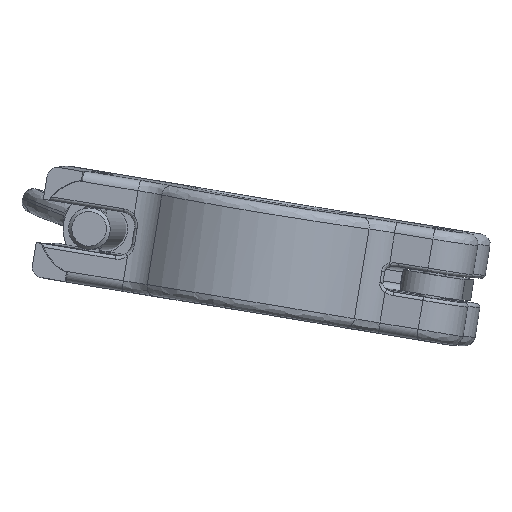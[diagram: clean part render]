
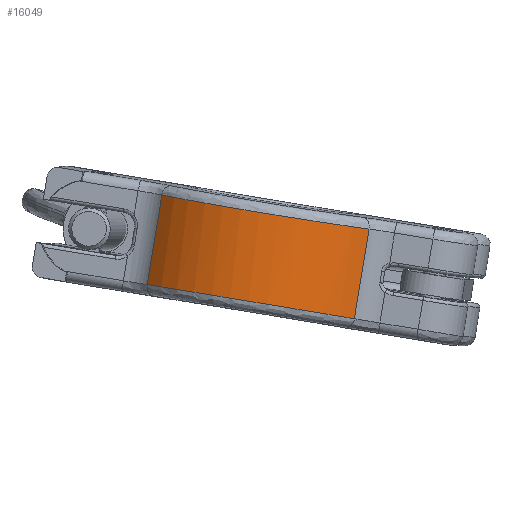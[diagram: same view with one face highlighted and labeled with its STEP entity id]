
A CAD part, left-side view. The second image highlights one B-rep face of the part: STEP entity #16049.
In plain terms, the highlighted cylindrical face has radius 21 mm (diameter 42 mm), a partial arc.
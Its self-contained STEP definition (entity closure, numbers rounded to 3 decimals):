
#347 = CARTESIAN_POINT ( 'NONE',  ( 5.368, 20.349, -6.438 ) ) ;
#731 = CARTESIAN_POINT ( 'NONE',  ( -12.987, 16.567, -6.499 ) ) ;
#846 = EDGE_CURVE ( 'NONE', #10608, #15568, #2641, .T. ) ;
#1033 = CARTESIAN_POINT ( 'NONE',  ( -6.707, 19.95, 6.444 ) ) ;
#1206 = AXIS2_PLACEMENT_3D ( 'NONE', #9059, #14032, #11739 ) ;
#1257 = VECTOR ( 'NONE', #12059, 1000. ) ;
#1569 = CARTESIAN_POINT ( 'NONE',  ( 15.154, 14.538, -6.532 ) ) ;
#2326 = EDGE_CURVE ( 'NONE', #12564, #10608, #15839, .T. ) ;
#2641 = B_SPLINE_CURVE_WITH_KNOTS ( 'NONE', 3,
 ( #5058, #14011, #11884, #4303, #5619, #1033, #6383, #5128, #7251, #4721, #5561, #4355, #8292, #13858, #6592, #8927, #14241, #7861 ),
 .UNSPECIFIED., .F., .F.,
 ( 4, 2, 2, 2, 2, 2, 2, 2, 4 ),
 ( 0., 0.125, 0.25, 0.375, 0.5, 0.625, 0.75, 0.875, 1. ),
 .UNSPECIFIED. ) ;
#2856 = CARTESIAN_POINT ( 'NONE',  ( -10.584, 18.196, -6.473 ) ) ;
#2906 = CARTESIAN_POINT ( 'NONE',  ( -14.12, 15.615, -6.514 ) ) ;
#2961 = CARTESIAN_POINT ( 'NONE',  ( 15.154, 14.538, 0. ) ) ;
#3304 = CARTESIAN_POINT ( 'NONE',  ( 14.12, 15.615, -6.514 ) ) ;
#4217 = CARTESIAN_POINT ( 'NONE',  ( -9.315, 18.874, -6.462 ) ) ;
#4303 = CARTESIAN_POINT ( 'NONE',  ( -10.584, 18.196, 6.473 ) ) ;
#4355 = CARTESIAN_POINT ( 'NONE',  ( 5.368, 20.349, 6.438 ) ) ;
#4563 = CARTESIAN_POINT ( 'NONE',  ( -15.154, 14.538, -6.532 ) ) ;
#4721 = CARTESIAN_POINT ( 'NONE',  ( 1.329, 21., 6.427 ) ) ;
#5058 = CARTESIAN_POINT ( 'NONE',  ( -15.154, 14.538, 6.532 ) ) ;
#5128 = CARTESIAN_POINT ( 'NONE',  ( -2.679, 20.873, 6.429 ) ) ;
#5471 = CYLINDRICAL_SURFACE ( 'NONE', #1206, 21. ) ;
#5519 = CARTESIAN_POINT ( 'NONE',  ( 9.315, 18.874, -6.462 ) ) ;
#5561 = CARTESIAN_POINT ( 'NONE',  ( 2.679, 20.873, 6.429 ) ) ;
#5619 = CARTESIAN_POINT ( 'NONE',  ( -9.315, 18.874, 6.462 ) ) ;
#5951 = CARTESIAN_POINT ( 'NONE',  ( 15.154, 14.538, -6.532 ) ) ;
#6383 = CARTESIAN_POINT ( 'NONE',  ( -5.368, 20.349, 6.438 ) ) ;
#6418 = EDGE_LOOP ( 'NONE', ( #13614, #15071, #14820, #7330 ) ) ;
#6592 = CARTESIAN_POINT ( 'NONE',  ( 10.584, 18.196, 6.473 ) ) ;
#6685 = DIRECTION ( 'NONE',  ( 0., 0., 1. ) ) ;
#6709 = CARTESIAN_POINT ( 'NONE',  ( 2.679, 20.873, -6.429 ) ) ;
#6811 = CARTESIAN_POINT ( 'NONE',  ( -5.368, 20.349, -6.438 ) ) ;
#7251 = CARTESIAN_POINT ( 'NONE',  ( -1.329, 21., 6.427 ) ) ;
#7330 = ORIENTED_EDGE ( 'NONE', *, *, #2326, .T. ) ;
#7847 = CARTESIAN_POINT ( 'NONE',  ( 15.154, 14.538, 6.532 ) ) ;
#7861 = CARTESIAN_POINT ( 'NONE',  ( 15.154, 14.538, 6.532 ) ) ;
#8092 = CARTESIAN_POINT ( 'NONE',  ( -1.329, 21., -6.427 ) ) ;
#8176 = EDGE_CURVE ( 'NONE', #15568, #15618, #15884, .T. ) ;
#8292 = CARTESIAN_POINT ( 'NONE',  ( 6.707, 19.95, 6.444 ) ) ;
#8927 = CARTESIAN_POINT ( 'NONE',  ( 12.987, 16.567, 6.499 ) ) ;
#9059 = CARTESIAN_POINT ( 'NONE',  ( 0., 0., 0. ) ) ;
#9319 = CARTESIAN_POINT ( 'NONE',  ( 1.329, 21., -6.427 ) ) ;
#9444 = EDGE_CURVE ( 'NONE', #15618, #12564, #16597, .T. ) ;
#9721 = CARTESIAN_POINT ( 'NONE',  ( 12.987, 16.567, -6.499 ) ) ;
#10518 = FACE_OUTER_BOUND ( 'NONE', #6418, .T. ) ;
#10608 = VERTEX_POINT ( 'NONE', #15557 ) ;
#10635 = CARTESIAN_POINT ( 'NONE',  ( -6.707, 19.95, -6.444 ) ) ;
#11707 = CARTESIAN_POINT ( 'NONE',  ( -15.154, 14.538, 0. ) ) ;
#11739 = DIRECTION ( 'NONE',  ( 1., 0., 0. ) ) ;
#11843 = CARTESIAN_POINT ( 'NONE',  ( 10.584, 18.196, -6.473 ) ) ;
#11884 = CARTESIAN_POINT ( 'NONE',  ( -12.987, 16.567, 6.499 ) ) ;
#11901 = CARTESIAN_POINT ( 'NONE',  ( -15.154, 14.538, -6.532 ) ) ;
#12059 = DIRECTION ( 'NONE',  ( 0., 0., -1. ) ) ;
#12564 = VERTEX_POINT ( 'NONE', #4563 ) ;
#13614 = ORIENTED_EDGE ( 'NONE', *, *, #846, .T. ) ;
#13858 = CARTESIAN_POINT ( 'NONE',  ( 9.315, 18.874, 6.462 ) ) ;
#14011 = CARTESIAN_POINT ( 'NONE',  ( -14.12, 15.615, 6.514 ) ) ;
#14032 = DIRECTION ( 'NONE',  ( 0., 0., 1. ) ) ;
#14241 = CARTESIAN_POINT ( 'NONE',  ( 14.12, 15.615, 6.514 ) ) ;
#14365 = CARTESIAN_POINT ( 'NONE',  ( 6.707, 19.95, -6.444 ) ) ;
#14738 = CARTESIAN_POINT ( 'NONE',  ( -2.679, 20.873, -6.429 ) ) ;
#14820 = ORIENTED_EDGE ( 'NONE', *, *, #9444, .T. ) ;
#15052 = VECTOR ( 'NONE', #6685, 1000. ) ;
#15071 = ORIENTED_EDGE ( 'NONE', *, *, #8176, .T. ) ;
#15557 = CARTESIAN_POINT ( 'NONE',  ( -15.154, 14.538, 6.532 ) ) ;
#15568 = VERTEX_POINT ( 'NONE', #7847 ) ;
#15618 = VERTEX_POINT ( 'NONE', #5951 ) ;
#15839 = LINE ( 'NONE', #11707, #15052 ) ;
#15884 = LINE ( 'NONE', #2961, #1257 ) ;
#16049 = ADVANCED_FACE ( 'NONE', ( #10518 ), #5471, .T. ) ;
#16597 = B_SPLINE_CURVE_WITH_KNOTS ( 'NONE', 3,
 ( #1569, #3304, #9721, #11843, #5519, #14365, #347, #6709, #9319, #8092, #14738, #6811, #10635, #4217, #2856, #731, #2906, #11901 ),
 .UNSPECIFIED., .F., .F.,
 ( 4, 2, 2, 2, 2, 2, 2, 2, 4 ),
 ( 0., 0.125, 0.25, 0.375, 0.5, 0.625, 0.75, 0.875, 1. ),
 .UNSPECIFIED. ) ;
